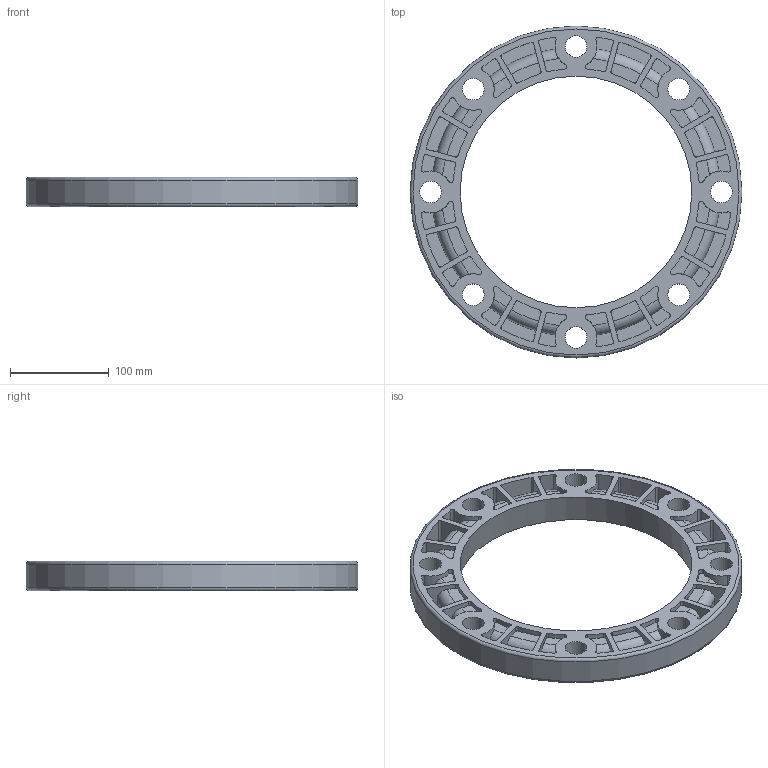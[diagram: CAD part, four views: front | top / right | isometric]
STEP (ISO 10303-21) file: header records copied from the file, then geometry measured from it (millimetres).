
FILE_DESCRIPTION(/* description */ (''),/* implementation_level */ '2;1');
FILE_NAME(/* name */ '法兰外套200.stp',/* time_stamp */ '2025-01-13T08:23:02+08:00',/* author */ (''),/* organization */ (''),/* preprocessor_version */ 'ST-DEVELOPER v16',/* originating_system */ 'SIEMENS PLM Software NX 10.0',/* authorisation */ '');
FILE_SCHEMA (('AUTOMOTIVE_DESIGN { 1 0 10303 214 3 1 1 1 }'));
Length unit declared in the file: millimetre
Products named in the file (1): gelv10BC33B2038g
Bounding box: 336.8 x 336.8 x 30.25 mm (x, y, z)
Volume: 1019693.3 mm3; surface area: 196756.4 mm2
Topology: 1 solids, 1 shells, 537 faces, 1443 edges, 962 vertices
Faces by surface type: plane 202, cylinder 199, extrusion 109, torus 26, cone 1
Full cylindrical faces by diameter (mm): 4.667 x1, 6.222 x1, 22 x8, 336.8 x1
Entity records: 18371 total; most frequent: CARTESIAN_POINT 5225, ORIENTED_EDGE 2854, DIRECTION 2442, EDGE_CURVE 1427, VERTEX_POINT 960, AXIS2_PLACEMENT_3D 871, VECTOR 700, EDGE_LOOP 623
